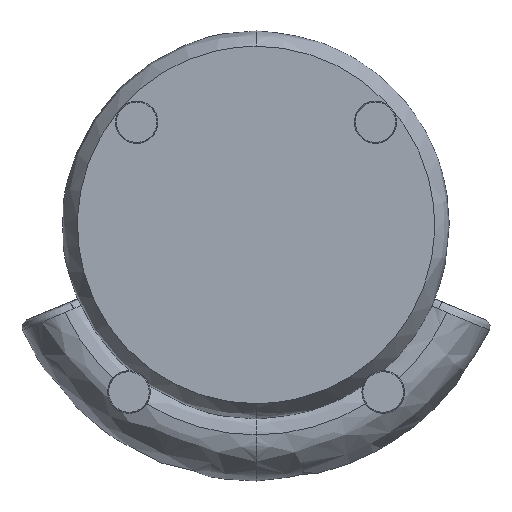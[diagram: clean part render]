
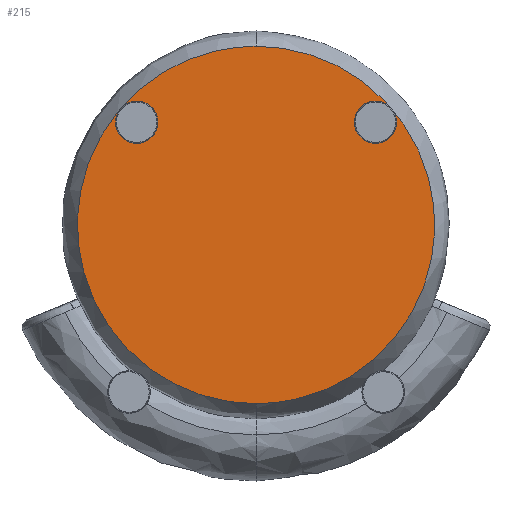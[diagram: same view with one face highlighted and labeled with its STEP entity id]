
A CAD part, front view. The second image highlights one B-rep face of the part: STEP entity #215.
In plain terms, the highlighted planar face has unit normal (0, -1, 0).
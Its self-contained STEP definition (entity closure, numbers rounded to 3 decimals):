
#215=ADVANCED_FACE('',(#293),#1177,.T.);
#293=FACE_OUTER_BOUND('',#387,.T.);
#387=EDGE_LOOP('',(#683,#684));
#683=ORIENTED_EDGE('',*,*,#842,.F.);
#684=ORIENTED_EDGE('',*,*,#841,.F.);
#841=EDGE_CURVE('',#1097,#1098,#923,.T.);
#842=EDGE_CURVE('',#1098,#1097,#924,.T.);
#923=(
BOUNDED_CURVE()
B_SPLINE_CURVE(2,(#16150,#16151,#16152,#16153,#16154),.UNSPECIFIED.,.F.,
 .F.)
B_SPLINE_CURVE_WITH_KNOTS((3,2,3),(0.,364.425,728.849),
 .UNSPECIFIED.)
CURVE()
GEOMETRIC_REPRESENTATION_ITEM()
RATIONAL_B_SPLINE_CURVE((1.,0.707,1.,0.707,1.))
REPRESENTATION_ITEM('')
);
#924=(
BOUNDED_CURVE()
B_SPLINE_CURVE(2,(#16155,#16156,#16157,#16158,#16159),.UNSPECIFIED.,.F.,
 .F.)
B_SPLINE_CURVE_WITH_KNOTS((3,2,3),(0.,364.425,728.849),
 .UNSPECIFIED.)
CURVE()
GEOMETRIC_REPRESENTATION_ITEM()
RATIONAL_B_SPLINE_CURVE((1.,0.707,1.,0.707,1.))
REPRESENTATION_ITEM('')
);
#1097=VERTEX_POINT('',#16146);
#1098=VERTEX_POINT('',#16147);
#1177=PLANE('',#1223);
#1223=AXIS2_PLACEMENT_3D('',#16094,#1253,$);
#1253=DIRECTION('',(0.,-1.,0.));
#16094=CARTESIAN_POINT('',(-232.,360.,-232.));
#16146=CARTESIAN_POINT('',(0.,360.,232.));
#16147=CARTESIAN_POINT('',(0.,360.,-232.));
#16150=CARTESIAN_POINT('',(0.,360.,232.));
#16151=CARTESIAN_POINT('',(232.,360.,232.));
#16152=CARTESIAN_POINT('',(232.,360.,0.));
#16153=CARTESIAN_POINT('',(232.,360.,-232.));
#16154=CARTESIAN_POINT('',(0.,360.,-232.));
#16155=CARTESIAN_POINT('',(0.,360.,-232.));
#16156=CARTESIAN_POINT('',(-232.,360.,-232.));
#16157=CARTESIAN_POINT('',(-232.,360.,0.));
#16158=CARTESIAN_POINT('',(-232.,360.,232.));
#16159=CARTESIAN_POINT('',(0.,360.,232.));
